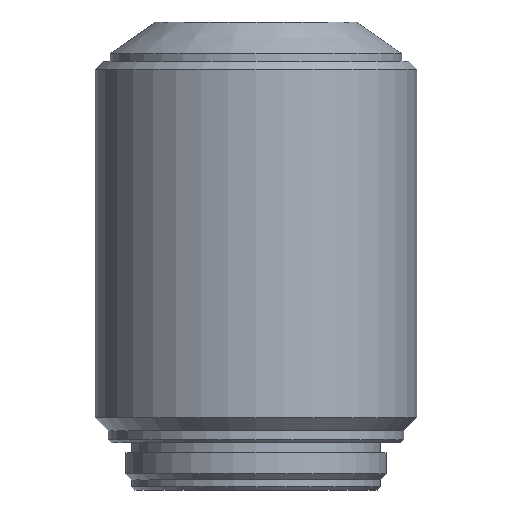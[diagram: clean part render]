
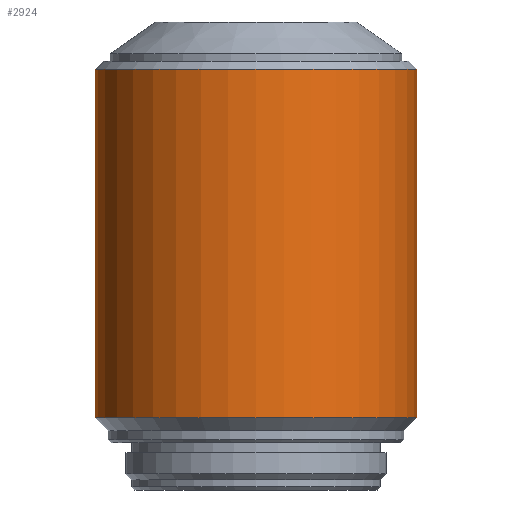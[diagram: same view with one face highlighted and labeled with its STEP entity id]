
A CAD part, front view. The second image highlights one B-rep face of the part: STEP entity #2924.
In plain terms, the highlighted cylindrical face has radius 16 mm (diameter 32 mm), a partial arc.
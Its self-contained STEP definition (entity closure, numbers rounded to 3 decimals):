
#1866 = CIRCLE ( 'NONE', #20279, 16. ) ;
#2297 = ORIENTED_EDGE ( 'NONE', *, *, #5189, .T. ) ;
#2538 = EDGE_CURVE ( 'NONE', #12084, #10017, #13701, .T. ) ;
#2924 = ADVANCED_FACE ( 'NONE', ( #23326 ), #5282, .T. ) ;
#2970 = EDGE_LOOP ( 'NONE', ( #4512, #20531, #23002, #2297 ) ) ;
#3676 = VERTEX_POINT ( 'NONE', #18830 ) ;
#3873 = CARTESIAN_POINT ( 'NONE',  ( 0., 0., 7.2 ) ) ;
#4512 = ORIENTED_EDGE ( 'NONE', *, *, #10537, .F. ) ;
#5189 = EDGE_CURVE ( 'NONE', #3676, #14170, #1866, .T. ) ;
#5282 = CYLINDRICAL_SURFACE ( 'NONE', #26485, 16. ) ;
#5516 = CARTESIAN_POINT ( 'NONE',  ( -16., 0., 46.6 ) ) ;
#7788 = CARTESIAN_POINT ( 'NONE',  ( 0., 0., 46.6 ) ) ;
#8440 = LINE ( 'NONE', #5516, #8521 ) ;
#8521 = VECTOR ( 'NONE', #23566, 1000. ) ;
#9270 = CARTESIAN_POINT ( 'NONE',  ( -16., 0., 41.9 ) ) ;
#9344 = LINE ( 'NONE', #18382, #13307 ) ;
#10017 = VERTEX_POINT ( 'NONE', #9270 ) ;
#10537 = EDGE_CURVE ( 'NONE', #12084, #14170, #9344, .T. ) ;
#10666 = CARTESIAN_POINT ( 'NONE',  ( 0., 0., 41.9 ) ) ;
#12084 = VERTEX_POINT ( 'NONE', #23677 ) ;
#12876 = DIRECTION ( 'NONE',  ( 0., 0., 1. ) ) ;
#12889 = DIRECTION ( 'NONE',  ( 1., 0., 0. ) ) ;
#13307 = VECTOR ( 'NONE', #23254, 1000. ) ;
#13545 = EDGE_CURVE ( 'NONE', #10017, #3676, #8440, .T. ) ;
#13701 = CIRCLE ( 'NONE', #21275, 16. ) ;
#14170 = VERTEX_POINT ( 'NONE', #18184 ) ;
#18184 = CARTESIAN_POINT ( 'NONE',  ( 16., 0., 7.2 ) ) ;
#18382 = CARTESIAN_POINT ( 'NONE',  ( 16., 0., 46.6 ) ) ;
#18830 = CARTESIAN_POINT ( 'NONE',  ( -16., 0., 7.2 ) ) ;
#18898 = DIRECTION ( 'NONE',  ( -1., 0., 0. ) ) ;
#20279 = AXIS2_PLACEMENT_3D ( 'NONE', #3873, #12876, #20284 ) ;
#20284 = DIRECTION ( 'NONE',  ( -1., 0., 0. ) ) ;
#20531 = ORIENTED_EDGE ( 'NONE', *, *, #2538, .T. ) ;
#21275 = AXIS2_PLACEMENT_3D ( 'NONE', #10666, #24744, #12889 ) ;
#23002 = ORIENTED_EDGE ( 'NONE', *, *, #13545, .T. ) ;
#23254 = DIRECTION ( 'NONE',  ( 0., 0., -1. ) ) ;
#23326 = FACE_OUTER_BOUND ( 'NONE', #2970, .T. ) ;
#23566 = DIRECTION ( 'NONE',  ( 0., 0., -1. ) ) ;
#23677 = CARTESIAN_POINT ( 'NONE',  ( 16., 0., 41.9 ) ) ;
#24744 = DIRECTION ( 'NONE',  ( 0., 0., -1. ) ) ;
#25393 = DIRECTION ( 'NONE',  ( 0., 0., -1. ) ) ;
#26485 = AXIS2_PLACEMENT_3D ( 'NONE', #7788, #25393, #18898 ) ;
